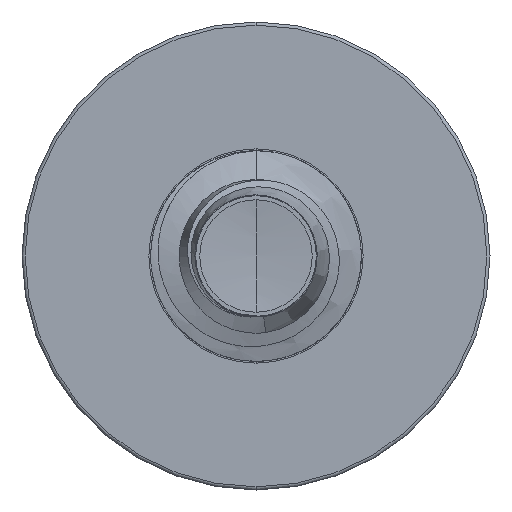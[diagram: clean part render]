
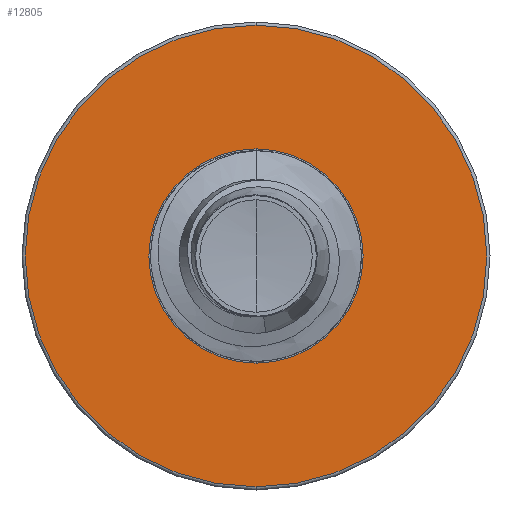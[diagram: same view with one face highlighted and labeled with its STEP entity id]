
A CAD part, front view. The second image highlights one B-rep face of the part: STEP entity #12805.
In plain terms, the highlighted planar face has unit normal (0, -1, 0).
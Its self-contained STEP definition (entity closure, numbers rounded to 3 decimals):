
#352 = ORIENTED_EDGE ( 'NONE', *, *, #7211, .F. ) ;
#472 = AXIS2_PLACEMENT_3D ( 'NONE', #13659, #6843, #14777 ) ;
#822 = PLANE ( 'NONE',  #4284 ) ;
#831 = CARTESIAN_POINT ( 'NONE',  ( 0., 6., 0. ) ) ;
#967 = DIRECTION ( 'NONE',  ( 0., 1., 0. ) ) ;
#1276 = CARTESIAN_POINT ( 'NONE',  ( 0., 6., 0. ) ) ;
#1396 = VERTEX_POINT ( 'NONE', #12104 ) ;
#1734 = CIRCLE ( 'NONE', #2697, 1.973 ) ;
#1834 = AXIS2_PLACEMENT_3D ( 'NONE', #831, #8949, #1979 ) ;
#1961 = EDGE_LOOP ( 'NONE', ( #9993, #11486 ) ) ;
#1972 = DIRECTION ( 'NONE',  ( 0., 0., 1. ) ) ;
#1979 = DIRECTION ( 'NONE',  ( 0., 0., 1. ) ) ;
#2433 = DIRECTION ( 'NONE',  ( 0., 0., 1. ) ) ;
#2697 = AXIS2_PLACEMENT_3D ( 'NONE', #1276, #9405, #2433 ) ;
#2981 = CARTESIAN_POINT ( 'NONE',  ( 0., 6., 1.973 ) ) ;
#3039 = ORIENTED_EDGE ( 'NONE', *, *, #6748, .F. ) ;
#4284 = AXIS2_PLACEMENT_3D ( 'NONE', #14565, #13434, #1972 ) ;
#4293 = VERTEX_POINT ( 'NONE', #7522 ) ;
#4665 = EDGE_LOOP ( 'NONE', ( #352, #3039 ) ) ;
#5162 = CARTESIAN_POINT ( 'NONE',  ( 0., 6., -1.973 ) ) ;
#5332 = CIRCLE ( 'NONE', #7707, 0.916 ) ;
#5755 = VERTEX_POINT ( 'NONE', #2981 ) ;
#6245 = FACE_OUTER_BOUND ( 'NONE', #4665, .T. ) ;
#6454 = CIRCLE ( 'NONE', #1834, 1.973 ) ;
#6748 = EDGE_CURVE ( 'NONE', #11544, #5755, #1734, .T. ) ;
#6843 = DIRECTION ( 'NONE',  ( 0., 1., 0. ) ) ;
#7211 = EDGE_CURVE ( 'NONE', #5755, #11544, #6454, .T. ) ;
#7522 = CARTESIAN_POINT ( 'NONE',  ( 0., 6., 0.916 ) ) ;
#7707 = AXIS2_PLACEMENT_3D ( 'NONE', #7931, #967, #9095 ) ;
#7931 = CARTESIAN_POINT ( 'NONE',  ( 0., 6., 0. ) ) ;
#8949 = DIRECTION ( 'NONE',  ( 0., 1., 0. ) ) ;
#9061 = EDGE_CURVE ( 'NONE', #1396, #4293, #10092, .T. ) ;
#9095 = DIRECTION ( 'NONE',  ( 0., 0., 1. ) ) ;
#9405 = DIRECTION ( 'NONE',  ( 0., 1., 0. ) ) ;
#9993 = ORIENTED_EDGE ( 'NONE', *, *, #11165, .T. ) ;
#10092 = CIRCLE ( 'NONE', #472, 0.916 ) ;
#11165 = EDGE_CURVE ( 'NONE', #4293, #1396, #5332, .T. ) ;
#11486 = ORIENTED_EDGE ( 'NONE', *, *, #9061, .T. ) ;
#11544 = VERTEX_POINT ( 'NONE', #5162 ) ;
#11617 = FACE_BOUND ( 'NONE', #1961, .T. ) ;
#12104 = CARTESIAN_POINT ( 'NONE',  ( 0., 6., -0.916 ) ) ;
#12805 = ADVANCED_FACE ( 'NONE', ( #6245, #11617 ), #822, .F. ) ;
#13434 = DIRECTION ( 'NONE',  ( 0., 1., 0. ) ) ;
#13659 = CARTESIAN_POINT ( 'NONE',  ( 0., 6., 0. ) ) ;
#14565 = CARTESIAN_POINT ( 'NONE',  ( 0., 6., -0.916 ) ) ;
#14777 = DIRECTION ( 'NONE',  ( 0., 0., 1. ) ) ;
